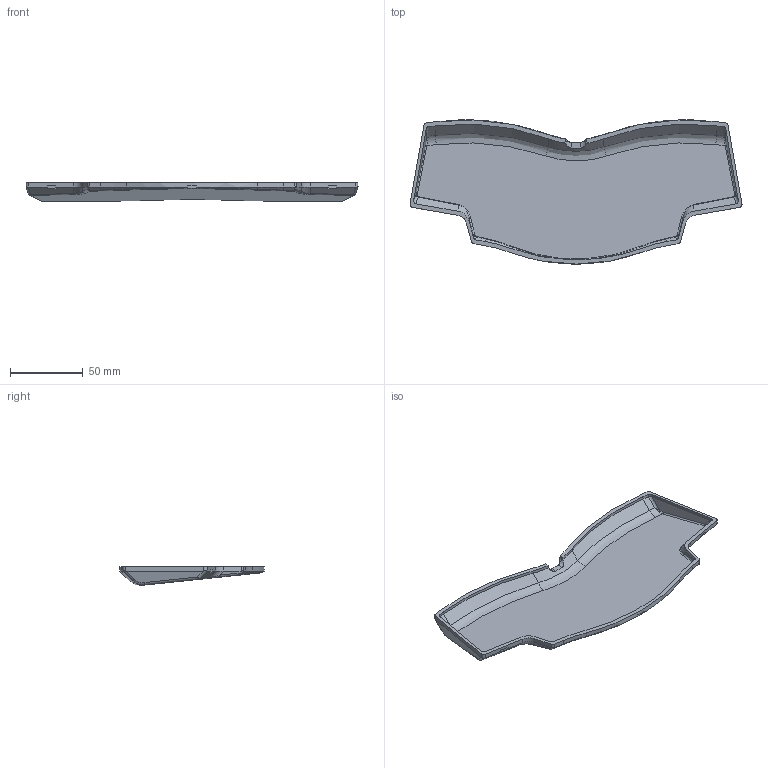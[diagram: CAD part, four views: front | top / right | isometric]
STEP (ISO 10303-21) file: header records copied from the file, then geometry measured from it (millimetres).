
FILE_DESCRIPTION(/* description */ (''),/* implementation_level */ '2;1');
FILE_NAME(/* name */ 'cocot38mini_v2_bottom',/* time_stamp */ '2025-05-14T14:01:47-07:00',/* author */ (''),/* organization */ (''),/* preprocessor_version */ 'ST-DEVELOPER v16.5',/* originating_system */ 'Rhino 7.25',/* authorisation */ '');
FILE_SCHEMA (('AUTOMOTIVE_DESIGN_CC2'));
Length unit declared in the file: millimetre
Products named in the file (1): Document
Bounding box: 227.4 x 98.77 x 12.8 mm (x, y, z)
Volume: 42428.1 mm3; surface area: 40503.6 mm2
Topology: 1 solids, 1 shells, 181 faces, 447 edges, 266 vertices
Faces by surface type: plane 68, bspline 62, cylinder 51
Entity records: 6000 total; most frequent: CARTESIAN_POINT 3213, ORIENTED_EDGE 890, EDGE_CURVE 445, VERTEX_POINT 266, B_SPLINE_CURVE_WITH_KNOTS 237, ADVANCED_FACE 181, FACE_OUTER_BOUND 181, EDGE_LOOP 181
